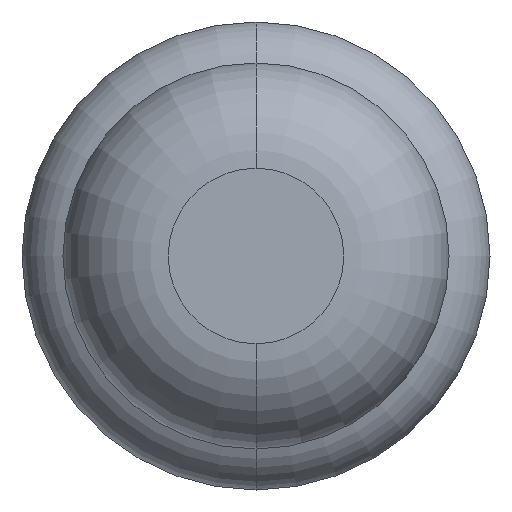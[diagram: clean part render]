
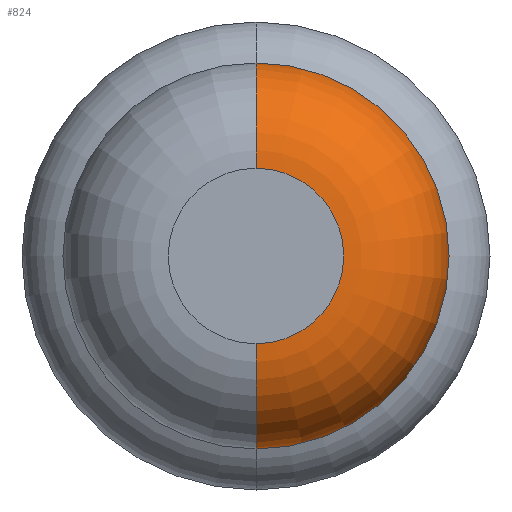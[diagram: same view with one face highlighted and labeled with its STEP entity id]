
A CAD part, front view. The second image highlights one B-rep face of the part: STEP entity #824.
In plain terms, the highlighted toroidal (fillet/blend) face has major radius 0.375 mm and minor radius 0.45 mm.
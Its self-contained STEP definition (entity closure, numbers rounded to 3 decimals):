
#22 = DIRECTION ( 'NONE',  ( 0., 1., 0. ) ) ;
#77 = CARTESIAN_POINT ( 'NONE',  ( 0., -28.55, 0.375 ) ) ;
#245 = CARTESIAN_POINT ( 'NONE',  ( 0., -28.55, -0.375 ) ) ;
#365 = CARTESIAN_POINT ( 'NONE',  ( 0., -28.55, 0. ) ) ;
#487 = EDGE_CURVE ( 'NONE', #3021, #4337, #4301, .T. ) ;
#583 = DIRECTION ( 'NONE',  ( 0., 0., -1. ) ) ;
#804 = AXIS2_PLACEMENT_3D ( 'NONE', #2444, #22, #3791 ) ;
#824 = ADVANCED_FACE ( 'Defeature ausgef�hrt1_8', ( #3625 ), #1759, .T. ) ;
#916 = AXIS2_PLACEMENT_3D ( 'NONE', #77, #3785, #2463 ) ;
#1005 = AXIS2_PLACEMENT_3D ( 'NONE', #2951, #1615, #3403 ) ;
#1397 = CARTESIAN_POINT ( 'NONE',  ( 0., -29., 0.375 ) ) ;
#1532 = EDGE_CURVE ( 'NONE', #3605, #3160, #3478, .T. ) ;
#1587 = ORIENTED_EDGE ( 'NONE', *, *, #2744, .F. ) ;
#1615 = DIRECTION ( 'NONE',  ( 0., 1., 0. ) ) ;
#1632 = CIRCLE ( 'NONE', #4239, 0.825 ) ;
#1741 = CARTESIAN_POINT ( 'NONE',  ( 0., -28.55, -0.825 ) ) ;
#1759 = TOROIDAL_SURFACE ( 'NONE', #1005, 0.375, 0.45 ) ;
#2031 = DIRECTION ( 'NONE',  ( 0., 1., 0. ) ) ;
#2377 = DIRECTION ( 'NONE',  ( 0., 0., 1. ) ) ;
#2444 = CARTESIAN_POINT ( 'NONE',  ( 0., -29., 0. ) ) ;
#2463 = DIRECTION ( 'NONE',  ( 0., 0., 1. ) ) ;
#2615 = DIRECTION ( 'NONE',  ( 1., 0., 0. ) ) ;
#2694 = CARTESIAN_POINT ( 'NONE',  ( 0., -28.55, 0.825 ) ) ;
#2744 = EDGE_CURVE ( 'Defeature ausgef�hrt1_9+Defeature ausgef�hrt1_8+Defeature ausgef�hrt1_8+Defeature ausgef�hrt1_8', #3160, #4337, #1632, .T. ) ;
#2951 = CARTESIAN_POINT ( 'NONE',  ( 0., -28.55, 0. ) ) ;
#3021 = VERTEX_POINT ( 'NONE', #3976 ) ;
#3160 = VERTEX_POINT ( 'NONE', #2694 ) ;
#3247 = ORIENTED_EDGE ( 'NONE', *, *, #487, .T. ) ;
#3403 = DIRECTION ( 'NONE',  ( 0., 0., 1. ) ) ;
#3478 = CIRCLE ( 'NONE', #916, 0.45 ) ;
#3521 = CIRCLE ( 'NONE', #804, 0.375 ) ;
#3605 = VERTEX_POINT ( 'NONE', #1397 ) ;
#3625 = FACE_OUTER_BOUND ( 'NONE', #4319, .T. ) ;
#3733 = AXIS2_PLACEMENT_3D ( 'NONE', #245, #2615, #583 ) ;
#3785 = DIRECTION ( 'NONE',  ( -1., 0., 0. ) ) ;
#3791 = DIRECTION ( 'NONE',  ( 0., 0., 1. ) ) ;
#3814 = ORIENTED_EDGE ( 'NONE', *, *, #1532, .F. ) ;
#3873 = ORIENTED_EDGE ( 'NONE', *, *, #4253, .T. ) ;
#3976 = CARTESIAN_POINT ( 'NONE',  ( 0., -29., -0.375 ) ) ;
#4239 = AXIS2_PLACEMENT_3D ( 'NONE', #365, #2031, #2377 ) ;
#4253 = EDGE_CURVE ( 'Defeature ausgef�hrt1_8+Defeature ausgef�hrt1_7+Defeature ausgef�hrt1_7+Defeature ausgef�hrt1_7', #3605, #3021, #3521, .T. ) ;
#4301 = CIRCLE ( 'NONE', #3733, 0.45 ) ;
#4319 = EDGE_LOOP ( 'NONE', ( #3873, #3247, #1587, #3814 ) ) ;
#4337 = VERTEX_POINT ( 'NONE', #1741 ) ;
